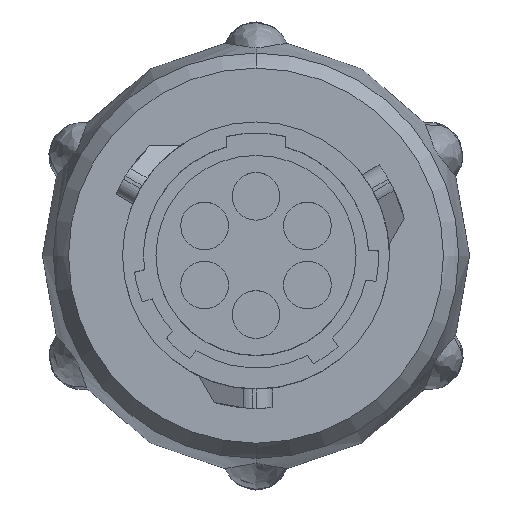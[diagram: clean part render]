
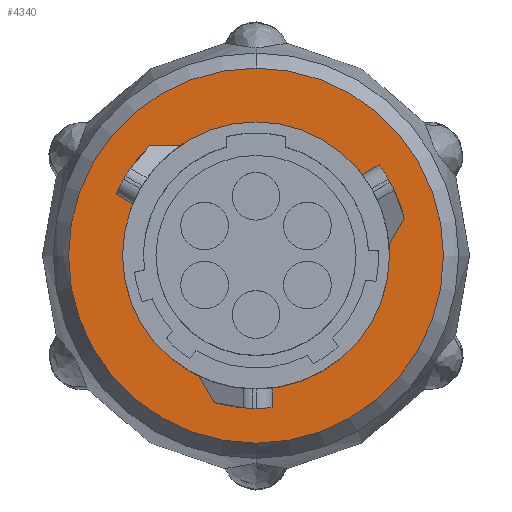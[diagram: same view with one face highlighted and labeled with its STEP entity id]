
A CAD part, top view. The second image highlights one B-rep face of the part: STEP entity #4340.
In plain terms, the highlighted planar face has unit normal (0, 0, 1).
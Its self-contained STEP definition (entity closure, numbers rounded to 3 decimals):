
#1361=CARTESIAN_POINT('',(0.,0.,19.9));
#1362=DIRECTION('',(0.,0.,1.));
#1363=DIRECTION('',(0.,1.,0.));
#1364=AXIS2_PLACEMENT_3D('',#1361,#1362,#1363);
#1366=CARTESIAN_POINT('',(0.,0.,19.9));
#1367=DIRECTION('',(0.,0.,-1.));
#1368=DIRECTION('',(0.,1.,0.));
#1369=AXIS2_PLACEMENT_3D('',#1366,#1367,#1368);
#1394=CARTESIAN_POINT('',(0.,0.,19.9));
#1395=DIRECTION('',(0.,0.,1.));
#1396=DIRECTION('',(0.,1.,0.));
#1397=AXIS2_PLACEMENT_3D('',#1394,#1395,#1396);
#1591=CARTESIAN_POINT('',(0.,0.,19.9));
#1592=DIRECTION('',(0.,0.,-1.));
#1593=DIRECTION('',(0.,1.,0.));
#1594=AXIS2_PLACEMENT_3D('',#1591,#1592,#1593);
#3282=CARTESIAN_POINT('',(0.,10.472,19.9));
#3284=VERTEX_POINT('',#3282);
#3294=CARTESIAN_POINT('',(0.,-10.472,19.9));
#3296=VERTEX_POINT('',#3294);
#3397=CARTESIAN_POINT('',(0.,7.455,19.9));
#3399=VERTEX_POINT('',#3397);
#3403=CARTESIAN_POINT('',(0.,-7.455,19.9));
#3404=VERTEX_POINT('',#3403);
#4325=CARTESIAN_POINT('',(0.,0.,19.9));
#4326=DIRECTION('',(0.,0.,-1.));
#4327=DIRECTION('',(0.,-1.,0.));
#4328=AXIS2_PLACEMENT_3D('',#4325,#4326,#4327);
#4329=PLANE('',#4328);
#4330=ORIENTED_EDGE('',*,*,#4318,.F.);
#4331=ORIENTED_EDGE('',*,*,#4283,.T.);
#4332=EDGE_LOOP('',(#4330,#4331));
#4333=FACE_OUTER_BOUND('',#4332,.F.);
#4335=ORIENTED_EDGE('',*,*,#4334,.T.);
#4337=ORIENTED_EDGE('',*,*,#4336,.F.);
#4338=EDGE_LOOP('',(#4335,#4337));
#4339=FACE_BOUND('',#4338,.F.);
#4340=ADVANCED_FACE('',(#4333,#4339),#4329,.F.);
#1365=CIRCLE('',#1364,10.472);
#1370=CIRCLE('',#1369,10.472);
#1398=CIRCLE('',#1397,7.455);
#1595=CIRCLE('',#1594,7.455);
#4283=EDGE_CURVE('',#3284,#3296,#1370,.T.);
#4318=EDGE_CURVE('',#3284,#3296,#1365,.T.);
#4334=EDGE_CURVE('',#3399,#3404,#1398,.T.);
#4336=EDGE_CURVE('',#3399,#3404,#1595,.T.);
